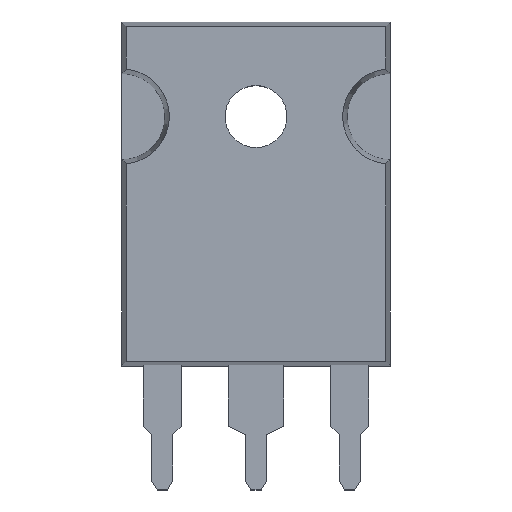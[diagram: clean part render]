
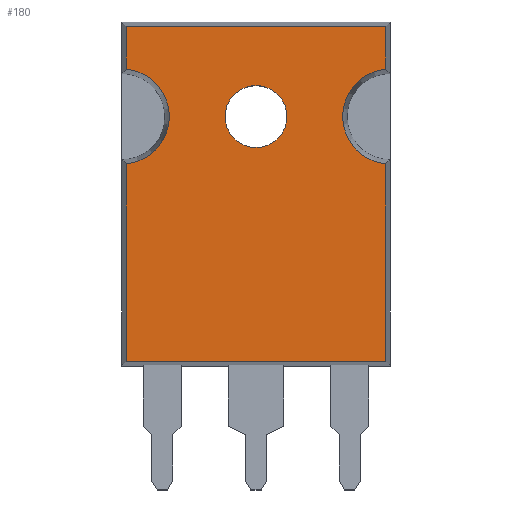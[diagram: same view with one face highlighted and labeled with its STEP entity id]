
A CAD part, top view. The second image highlights one B-rep face of the part: STEP entity #180.
In plain terms, the highlighted planar face has unit normal (0, 0, 1).
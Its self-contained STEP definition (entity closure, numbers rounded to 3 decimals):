
#27 = CARTESIAN_POINT ( 'NONE',  ( 7.538, 24., 5. ) ) ;
#28 = CIRCLE ( 'NONE', #1615, 1.8 ) ;
#29 = LINE ( 'NONE', #1551, #678 ) ;
#32 = EDGE_CURVE ( 'NONE', #533, #619, #967, .T. ) ;
#52 = CARTESIAN_POINT ( 'NONE',  ( 7.538, 4.262, 5. ) ) ;
#53 = LINE ( 'NONE', #1395, #370 ) ;
#107 = ORIENTED_EDGE ( 'NONE', *, *, #719, .T. ) ;
#120 = DIRECTION ( 'NONE',  ( 1., 0., 0. ) ) ;
#124 = LINE ( 'NONE', #1545, #164 ) ;
#130 = DIRECTION ( 'NONE',  ( 0., 1., 0. ) ) ;
#139 = EDGE_CURVE ( 'NONE', #985, #714, #1504, .T. ) ;
#164 = VECTOR ( 'NONE', #783, 1000. ) ;
#168 = AXIS2_PLACEMENT_3D ( 'NONE', #1555, #1122, #1104 ) ;
#170 = DIRECTION ( 'NONE',  ( 0., 0., 1. ) ) ;
#180 = ADVANCED_FACE ( 'NONE', ( #1461, #779 ), #918, .T. ) ;
#187 = LINE ( 'NONE', #400, #768 ) ;
#226 = CARTESIAN_POINT ( 'NONE',  ( 1.8, 18.5, 5. ) ) ;
#237 = EDGE_CURVE ( 'NONE', #1093, #619, #29, .T. ) ;
#249 = ORIENTED_EDGE ( 'NONE', *, *, #673, .F. ) ;
#254 = VECTOR ( 'NONE', #584, 1000. ) ;
#281 = ORIENTED_EDGE ( 'NONE', *, *, #1002, .F. ) ;
#338 = ORIENTED_EDGE ( 'NONE', *, *, #403, .T. ) ;
#342 = VECTOR ( 'NONE', #1471, 1000. ) ;
#347 = ORIENTED_EDGE ( 'NONE', *, *, #139, .F. ) ;
#370 = VECTOR ( 'NONE', #393, 1000. ) ;
#393 = DIRECTION ( 'NONE',  ( 1., 0., 0. ) ) ;
#400 = CARTESIAN_POINT ( 'NONE',  ( -7.8, 23.738, 5. ) ) ;
#403 = EDGE_CURVE ( 'NONE', #1680, #1093, #53, .T. ) ;
#405 = VERTEX_POINT ( 'NONE', #1295 ) ;
#424 = AXIS2_PLACEMENT_3D ( 'NONE', #1671, #904, #120 ) ;
#439 = ORIENTED_EDGE ( 'NONE', *, *, #807, .T. ) ;
#473 = DIRECTION ( 'NONE',  ( 0., 0., 1. ) ) ;
#512 = CIRCLE ( 'NONE', #424, 1.8 ) ;
#530 = CARTESIAN_POINT ( 'NONE',  ( 7.538, 15.75, 5. ) ) ;
#533 = VERTEX_POINT ( 'NONE', #1355 ) ;
#553 = CARTESIAN_POINT ( 'NONE',  ( -7.538, 21.25, 5. ) ) ;
#584 = DIRECTION ( 'NONE',  ( 0., -1., 0. ) ) ;
#619 = VERTEX_POINT ( 'NONE', #530 ) ;
#652 = DIRECTION ( 'NONE',  ( -1., 0., 0. ) ) ;
#672 = EDGE_CURVE ( 'NONE', #533, #1285, #1460, .T. ) ;
#673 = EDGE_CURVE ( 'NONE', #930, #405, #28, .T. ) ;
#678 = VECTOR ( 'NONE', #130, 1000. ) ;
#693 = EDGE_LOOP ( 'NONE', ( #1243, #347, #107, #338, #899, #1245, #868, #439 ) ) ;
#714 = VERTEX_POINT ( 'NONE', #553 ) ;
#719 = EDGE_CURVE ( 'NONE', #985, #1680, #1637, .T. ) ;
#768 = VECTOR ( 'NONE', #652, 1000. ) ;
#779 = FACE_OUTER_BOUND ( 'NONE', #693, .T. ) ;
#783 = DIRECTION ( 'NONE',  ( 0., -1., 0. ) ) ;
#807 = EDGE_CURVE ( 'NONE', #1285, #1459, #187, .T. ) ;
#845 = CARTESIAN_POINT ( 'NONE',  ( 7.8, 18.5, 5. ) ) ;
#868 = ORIENTED_EDGE ( 'NONE', *, *, #672, .T. ) ;
#899 = ORIENTED_EDGE ( 'NONE', *, *, #237, .T. ) ;
#904 = DIRECTION ( 'NONE',  ( 0., 0., 1. ) ) ;
#918 = PLANE ( 'NONE',  #168 ) ;
#930 = VERTEX_POINT ( 'NONE', #226 ) ;
#960 = CARTESIAN_POINT ( 'NONE',  ( 0., 18.5, 5. ) ) ;
#967 = CIRCLE ( 'NONE', #1542, 2.762 ) ;
#985 = VERTEX_POINT ( 'NONE', #1536 ) ;
#1002 = EDGE_CURVE ( 'NONE', #405, #930, #512, .T. ) ;
#1011 = EDGE_CURVE ( 'NONE', #1459, #714, #124, .T. ) ;
#1081 = CARTESIAN_POINT ( 'NONE',  ( -7.538, 23.738, 5. ) ) ;
#1093 = VERTEX_POINT ( 'NONE', #52 ) ;
#1095 = DIRECTION ( 'NONE',  ( 1., 0., 0. ) ) ;
#1104 = DIRECTION ( 'NONE',  ( 1., 0., 0. ) ) ;
#1122 = DIRECTION ( 'NONE',  ( 0., 0., 1. ) ) ;
#1187 = CARTESIAN_POINT ( 'NONE',  ( -7.8, 18.5, 5. ) ) ;
#1208 = CARTESIAN_POINT ( 'NONE',  ( 7.538, 23.738, 5. ) ) ;
#1243 = ORIENTED_EDGE ( 'NONE', *, *, #1011, .T. ) ;
#1245 = ORIENTED_EDGE ( 'NONE', *, *, #32, .F. ) ;
#1265 = EDGE_LOOP ( 'NONE', ( #249, #281 ) ) ;
#1285 = VERTEX_POINT ( 'NONE', #1208 ) ;
#1295 = CARTESIAN_POINT ( 'NONE',  ( -1.8, 18.5, 5. ) ) ;
#1355 = CARTESIAN_POINT ( 'NONE',  ( 7.538, 21.25, 5. ) ) ;
#1356 = DIRECTION ( 'NONE',  ( 1., 0., 0. ) ) ;
#1381 = CARTESIAN_POINT ( 'NONE',  ( -7.538, 24., 5. ) ) ;
#1395 = CARTESIAN_POINT ( 'NONE',  ( -7.8, 4.262, 5. ) ) ;
#1424 = AXIS2_PLACEMENT_3D ( 'NONE', #1187, #1686, #1436 ) ;
#1436 = DIRECTION ( 'NONE',  ( -1., 0., 0. ) ) ;
#1459 = VERTEX_POINT ( 'NONE', #1081 ) ;
#1460 = LINE ( 'NONE', #27, #342 ) ;
#1461 = FACE_BOUND ( 'NONE', #1265, .T. ) ;
#1471 = DIRECTION ( 'NONE',  ( 0., 1., 0. ) ) ;
#1504 = CIRCLE ( 'NONE', #1424, 2.762 ) ;
#1518 = CARTESIAN_POINT ( 'NONE',  ( -7.538, 4.262, 5. ) ) ;
#1536 = CARTESIAN_POINT ( 'NONE',  ( -7.538, 15.75, 5. ) ) ;
#1542 = AXIS2_PLACEMENT_3D ( 'NONE', #845, #473, #1356 ) ;
#1545 = CARTESIAN_POINT ( 'NONE',  ( -7.538, 24., 5. ) ) ;
#1551 = CARTESIAN_POINT ( 'NONE',  ( 7.538, 24., 5. ) ) ;
#1555 = CARTESIAN_POINT ( 'NONE',  ( 0., 0., 5. ) ) ;
#1615 = AXIS2_PLACEMENT_3D ( 'NONE', #960, #170, #1095 ) ;
#1637 = LINE ( 'NONE', #1381, #254 ) ;
#1671 = CARTESIAN_POINT ( 'NONE',  ( 0., 18.5, 5. ) ) ;
#1680 = VERTEX_POINT ( 'NONE', #1518 ) ;
#1686 = DIRECTION ( 'NONE',  ( 0., 0., 1. ) ) ;
